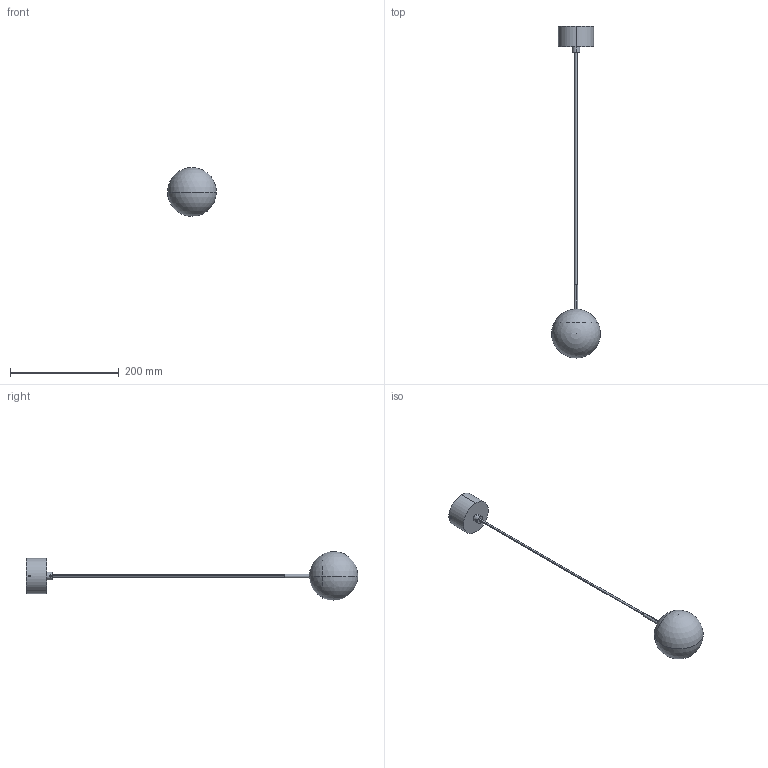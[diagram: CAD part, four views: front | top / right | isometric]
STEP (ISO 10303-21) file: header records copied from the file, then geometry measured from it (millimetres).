
FILE_DESCRIPTION (( 'STEP AP214' ), '1' );
FILE_NAME ('LPL353.STEP', '2021-11-15T03:38:57', ( 'GH' ), ( 'Microsoft' ), 'SwSTEP 2.0', 'SolidWorks 2013', '' );
FILE_SCHEMA (( 'AUTOMOTIVE_DESIGN' ));
Length unit declared in the file: millimetre
Products named in the file (8): 苤奻裔; 小压克克球; 苤埴奪; SP001菁碟; LPL-268坶盄ん; 3.8謗郋埴盄; SP001菁碟-郪磁璃; LPL353
Assembly tree (7 placements, depth 3):
  LPL353
    苤奻裔
    小压克克球
    苤埴奪
    SP001菁碟-郪磁璃
      SP001菁碟
      LPL-268坶盄ん
      3.8謗郋埴盄
Bounding box: 89.97 x 611.62 x 90 mm (x, y, z)
Volume: 396043 mm3; surface area: 69962.3 mm2
Topology: 6 solids, 6 shells, 80 faces, 171 edges, 112 vertices
Faces by surface type: cylinder 48, plane 22, cone 6, sphere 4
Entity records: 2922 total; most frequent: CARTESIAN_POINT 810, DIRECTION 428, ORIENTED_EDGE 332, AXIS2_PLACEMENT_3D 187, EDGE_CURVE 166, VERTEX_POINT 109, EDGE_LOOP 107, CIRCLE 96
